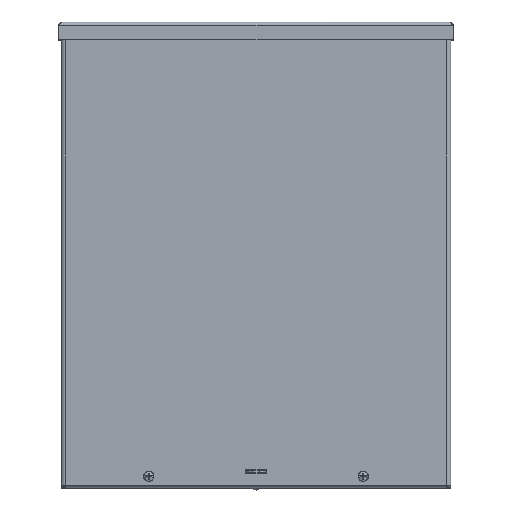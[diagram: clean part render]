
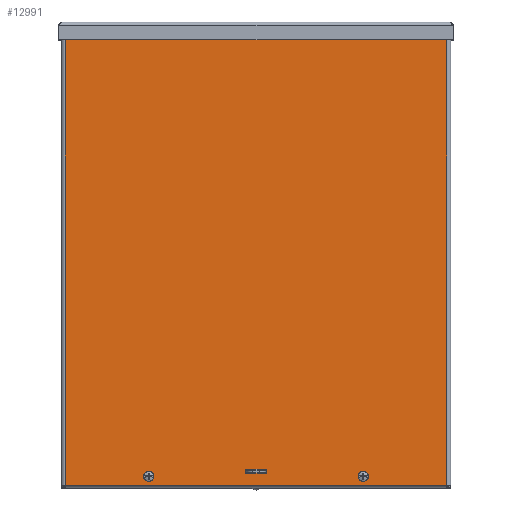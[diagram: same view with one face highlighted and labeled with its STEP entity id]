
A CAD part, top view. The second image highlights one B-rep face of the part: STEP entity #12991.
In plain terms, the highlighted planar face has unit normal (0, 0, 1).
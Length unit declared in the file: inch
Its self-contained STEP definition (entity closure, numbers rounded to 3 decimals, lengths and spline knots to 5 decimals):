
#93 = EDGE_CURVE ( 'NONE', #14872, #9919, #16271, .T. ) ;
#181 = EDGE_CURVE ( 'NONE', #10036, #9987, #7873, .T. ) ;
#210 = VECTOR ( 'NONE', #3344, 39.37008 ) ;
#260 = EDGE_CURVE ( 'NONE', #10036, #12259, #15584, .T. ) ;
#295 = EDGE_CURVE ( 'NONE', #13702, #9919, #10604, .T. ) ;
#342 = AXIS2_PLACEMENT_3D ( 'NONE', #710, #7814, #13678 ) ;
#380 = VECTOR ( 'NONE', #7128, 39.37008 ) ;
#493 = CARTESIAN_POINT ( 'NONE',  ( -7.40625, -8.92188, 6.19362 ) ) ;
#710 = CARTESIAN_POINT ( 'NONE',  ( -4.15625, 8.59375, 6.19362 ) ) ;
#865 = CARTESIAN_POINT ( 'NONE',  ( -4.03125, -8.5625, 6.19362 ) ) ;
#1114 = ORIENTED_EDGE ( 'NONE', *, *, #295, .T. ) ;
#1191 = EDGE_CURVE ( 'NONE', #14210, #15701, #10286, .T. ) ;
#1573 = CARTESIAN_POINT ( 'NONE',  ( -0.42188, -8.41488, 6.19362 ) ) ;
#1875 = CARTESIAN_POINT ( 'NONE',  ( 0.39063, -8.32113, 6.19362 ) ) ;
#2117 = EDGE_LOOP ( 'NONE', ( #6542 ) ) ;
#2451 = CARTESIAN_POINT ( 'NONE',  ( -0.39063, -8.41488, 6.19362 ) ) ;
#2534 = CARTESIAN_POINT ( 'NONE',  ( 4.15625, -8.5625, 6.19362 ) ) ;
#2611 = AXIS2_PLACEMENT_3D ( 'NONE', #9908, #8378, #4039 ) ;
#2702 = DIRECTION ( 'NONE',  ( 1., 0., 0. ) ) ;
#2731 = FACE_BOUND ( 'NONE', #16357, .T. ) ;
#3000 = EDGE_CURVE ( 'NONE', #16318, #6858, #5450, .T. ) ;
#3040 = DIRECTION ( 'NONE',  ( -0.707, 0.707, 0. ) ) ;
#3277 = DIRECTION ( 'NONE',  ( 0.707, 0.707, 0. ) ) ;
#3341 = EDGE_CURVE ( 'NONE', #14210, #9987, #11111, .T. ) ;
#3344 = DIRECTION ( 'NONE',  ( 0., -1., 0. ) ) ;
#3400 = ORIENTED_EDGE ( 'NONE', *, *, #181, .T. ) ;
#3604 = FACE_BOUND ( 'NONE', #8503, .T. ) ;
#3627 = VECTOR ( 'NONE', #11417, 39.37008 ) ;
#3641 = VECTOR ( 'NONE', #18613, 39.37008 ) ;
#3755 = EDGE_CURVE ( 'NONE', #5098, #5098, #5599, .T. ) ;
#3959 = DIRECTION ( 'NONE',  ( 0., 0., -1. ) ) ;
#4039 = DIRECTION ( 'NONE',  ( 1., 0., 0. ) ) ;
#4505 = CARTESIAN_POINT ( 'NONE',  ( 0.39063, -8.41488, 6.19362 ) ) ;
#4591 = AXIS2_PLACEMENT_3D ( 'NONE', #14306, #13119, #17332 ) ;
#4614 = DIRECTION ( 'NONE',  ( 0., 0., 1. ) ) ;
#4806 = ORIENTED_EDGE ( 'NONE', *, *, #11062, .T. ) ;
#5098 = VERTEX_POINT ( 'NONE', #7860 ) ;
#5103 = CARTESIAN_POINT ( 'NONE',  ( 4.28125, -8.5625, 6.19362 ) ) ;
#5450 = LINE ( 'NONE', #9953, #3627 ) ;
#5503 = EDGE_LOOP ( 'NONE', ( #6257, #8872, #11410, #8659 ) ) ;
#5599 = CIRCLE ( 'NONE', #2611, 0.125 ) ;
#5669 = FACE_BOUND ( 'NONE', #12204, .T. ) ;
#5941 = CARTESIAN_POINT ( 'NONE',  ( -0.42188, -8.32112, 6.19362 ) ) ;
#6257 = ORIENTED_EDGE ( 'NONE', *, *, #16549, .T. ) ;
#6433 = CARTESIAN_POINT ( 'NONE',  ( -0.39063, -8.28988, 6.19362 ) ) ;
#6519 = CIRCLE ( 'NONE', #9578, 0.125 ) ;
#6542 = ORIENTED_EDGE ( 'NONE', *, *, #17326, .T. ) ;
#6858 = VERTEX_POINT ( 'NONE', #10991 ) ;
#7066 = EDGE_CURVE ( 'NONE', #6858, #9903, #10796, .T. ) ;
#7128 = DIRECTION ( 'NONE',  ( 0., -1., 0. ) ) ;
#7182 = VECTOR ( 'NONE', #8826, 39.37008 ) ;
#7501 = FACE_BOUND ( 'NONE', #2117, .T. ) ;
#7545 = CARTESIAN_POINT ( 'NONE',  ( -7.559, -8.92188, 6.19362 ) ) ;
#7582 = EDGE_CURVE ( 'NONE', #9903, #16519, #15234, .T. ) ;
#7599 = EDGE_LOOP ( 'NONE', ( #11947 ) ) ;
#7814 = DIRECTION ( 'NONE',  ( 0., 0., -1. ) ) ;
#7860 = CARTESIAN_POINT ( 'NONE',  ( 4.28125, 8.59375, 6.19362 ) ) ;
#7873 = LINE ( 'NONE', #14847, #210 ) ;
#7901 = ORIENTED_EDGE ( 'NONE', *, *, #3341, .F. ) ;
#8013 = ORIENTED_EDGE ( 'NONE', *, *, #18713, .T. ) ;
#8027 = DIRECTION ( 'NONE',  ( 0., 0., 1. ) ) ;
#8116 = CARTESIAN_POINT ( 'NONE',  ( -4.03125, 8.59375, 6.19362 ) ) ;
#8224 = CARTESIAN_POINT ( 'NONE',  ( 0.42187, -8.41488, 6.19362 ) ) ;
#8376 = DIRECTION ( 'NONE',  ( 0., 1., 0. ) ) ;
#8378 = DIRECTION ( 'NONE',  ( 0., 0., -1. ) ) ;
#8456 = AXIS2_PLACEMENT_3D ( 'NONE', #1875, #4614, #3277 ) ;
#8471 = CARTESIAN_POINT ( 'NONE',  ( 0.39062, -8.44612, 6.19362 ) ) ;
#8503 = EDGE_LOOP ( 'NONE', ( #3400, #7901, #9053, #18466, #1114, #18140, #8013, #12065 ) ) ;
#8659 = ORIENTED_EDGE ( 'NONE', *, *, #7582, .T. ) ;
#8826 = DIRECTION ( 'NONE',  ( 1., 0., 0. ) ) ;
#8872 = ORIENTED_EDGE ( 'NONE', *, *, #3000, .T. ) ;
#9053 = ORIENTED_EDGE ( 'NONE', *, *, #1191, .T. ) ;
#9314 = CARTESIAN_POINT ( 'NONE',  ( 0.39062, -8.28988, 6.19362 ) ) ;
#9578 = AXIS2_PLACEMENT_3D ( 'NONE', #2534, #3959, #14140 ) ;
#9903 = VERTEX_POINT ( 'NONE', #493 ) ;
#9908 = CARTESIAN_POINT ( 'NONE',  ( 4.15625, 8.59375, 6.19362 ) ) ;
#9919 = VERTEX_POINT ( 'NONE', #5941 ) ;
#9953 = CARTESIAN_POINT ( 'NONE',  ( 7.559, 8.95313, 6.19362 ) ) ;
#9975 = EDGE_CURVE ( 'NONE', #13702, #15701, #10755, .T. ) ;
#9987 = VERTEX_POINT ( 'NONE', #8224 ) ;
#10036 = VERTEX_POINT ( 'NONE', #18082 ) ;
#10160 = AXIS2_PLACEMENT_3D ( 'NONE', #4505, #12022, #13422 ) ;
#10286 = LINE ( 'NONE', #17259, #3641 ) ;
#10413 = AXIS2_PLACEMENT_3D ( 'NONE', #13096, #17431, #3040 ) ;
#10496 = CARTESIAN_POINT ( 'NONE',  ( 7.40625, 8.95312, 6.19362 ) ) ;
#10604 = LINE ( 'NONE', #18110, #17364 ) ;
#10755 = CIRCLE ( 'NONE', #18394, 0.03125 ) ;
#10796 = LINE ( 'NONE', #14489, #380 ) ;
#10817 = CIRCLE ( 'NONE', #4591, 0.125 ) ;
#10839 = VECTOR ( 'NONE', #8376, 39.37008 ) ;
#10991 = CARTESIAN_POINT ( 'NONE',  ( -7.40625, 8.95312, 6.19362 ) ) ;
#11062 = EDGE_CURVE ( 'NONE', #11482, #11482, #6519, .T. ) ;
#11111 = CIRCLE ( 'NONE', #10160, 0.03125 ) ;
#11410 = ORIENTED_EDGE ( 'NONE', *, *, #7066, .T. ) ;
#11417 = DIRECTION ( 'NONE',  ( -1., 0., 0. ) ) ;
#11482 = VERTEX_POINT ( 'NONE', #5103 ) ;
#11746 = EDGE_CURVE ( 'NONE', #11937, #11937, #10817, .T. ) ;
#11937 = VERTEX_POINT ( 'NONE', #865 ) ;
#11947 = ORIENTED_EDGE ( 'NONE', *, *, #3755, .T. ) ;
#12022 = DIRECTION ( 'NONE',  ( 0., 0., 1. ) ) ;
#12065 = ORIENTED_EDGE ( 'NONE', *, *, #260, .F. ) ;
#12204 = EDGE_LOOP ( 'NONE', ( #18265 ) ) ;
#12259 = VERTEX_POINT ( 'NONE', #9314 ) ;
#12619 = VERTEX_POINT ( 'NONE', #8116 ) ;
#12640 = CARTESIAN_POINT ( 'NONE',  ( 7.40625, -4.45313, 6.19362 ) ) ;
#12991 = ADVANCED_FACE ( 'NONE', ( #18576, #5669, #7501, #3604, #2731, #17032 ), #14377, .F. ) ;
#13096 = CARTESIAN_POINT ( 'NONE',  ( -0.39063, -8.32113, 6.19362 ) ) ;
#13119 = DIRECTION ( 'NONE',  ( 0., 0., -1. ) ) ;
#13344 = LINE ( 'NONE', #12640, #10839 ) ;
#13422 = DIRECTION ( 'NONE',  ( 0.707, -0.707, 0. ) ) ;
#13678 = DIRECTION ( 'NONE',  ( 1., 0., 0. ) ) ;
#13702 = VERTEX_POINT ( 'NONE', #1573 ) ;
#14140 = DIRECTION ( 'NONE',  ( 1., 0., 0. ) ) ;
#14142 = CARTESIAN_POINT ( 'NONE',  ( -0.39063, -8.44612, 6.19362 ) ) ;
#14210 = VERTEX_POINT ( 'NONE', #8471 ) ;
#14306 = CARTESIAN_POINT ( 'NONE',  ( -4.15625, -8.5625, 6.19362 ) ) ;
#14377 = PLANE ( 'NONE',  #17278 ) ;
#14489 = CARTESIAN_POINT ( 'NONE',  ( -7.40625, 4.48438, 6.19362 ) ) ;
#14564 = VECTOR ( 'NONE', #14783, 39.37008 ) ;
#14783 = DIRECTION ( 'NONE',  ( 1., 0., 0. ) ) ;
#14847 = CARTESIAN_POINT ( 'NONE',  ( 0.42188, -4.13713, 6.19362 ) ) ;
#14872 = VERTEX_POINT ( 'NONE', #6433 ) ;
#15046 = CIRCLE ( 'NONE', #342, 0.125 ) ;
#15234 = LINE ( 'NONE', #7545, #14564 ) ;
#15584 = CIRCLE ( 'NONE', #8456, 0.03125 ) ;
#15701 = VERTEX_POINT ( 'NONE', #14142 ) ;
#15836 = DIRECTION ( 'NONE',  ( 0., 0., -1. ) ) ;
#16250 = CARTESIAN_POINT ( 'NONE',  ( -0.21094, -8.28988, 6.19362 ) ) ;
#16271 = CIRCLE ( 'NONE', #10413, 0.03125 ) ;
#16318 = VERTEX_POINT ( 'NONE', #10496 ) ;
#16357 = EDGE_LOOP ( 'NONE', ( #4806 ) ) ;
#16484 = DIRECTION ( 'NONE',  ( 0., 1., 0. ) ) ;
#16519 = VERTEX_POINT ( 'NONE', #18356 ) ;
#16549 = EDGE_CURVE ( 'NONE', #16519, #16318, #13344, .T. ) ;
#16982 = LINE ( 'NONE', #16250, #7182 ) ;
#17032 = FACE_BOUND ( 'NONE', #7599, .T. ) ;
#17259 = CARTESIAN_POINT ( 'NONE',  ( 0.21094, -8.44613, 6.19362 ) ) ;
#17278 = AXIS2_PLACEMENT_3D ( 'NONE', #18708, #15836, #2702 ) ;
#17326 = EDGE_CURVE ( 'NONE', #12619, #12619, #15046, .T. ) ;
#17332 = DIRECTION ( 'NONE',  ( 1., 0., 0. ) ) ;
#17364 = VECTOR ( 'NONE', #16484, 39.37008 ) ;
#17431 = DIRECTION ( 'NONE',  ( 0., 0., 1. ) ) ;
#18082 = CARTESIAN_POINT ( 'NONE',  ( 0.42187, -8.32112, 6.19362 ) ) ;
#18110 = CARTESIAN_POINT ( 'NONE',  ( -0.42188, -4.21525, 6.19362 ) ) ;
#18140 = ORIENTED_EDGE ( 'NONE', *, *, #93, .F. ) ;
#18205 = DIRECTION ( 'NONE',  ( -0.707, -0.707, 0. ) ) ;
#18265 = ORIENTED_EDGE ( 'NONE', *, *, #11746, .T. ) ;
#18356 = CARTESIAN_POINT ( 'NONE',  ( 7.40625, -8.92188, 6.19362 ) ) ;
#18394 = AXIS2_PLACEMENT_3D ( 'NONE', #2451, #8027, #18205 ) ;
#18466 = ORIENTED_EDGE ( 'NONE', *, *, #9975, .F. ) ;
#18576 = FACE_OUTER_BOUND ( 'NONE', #5503, .T. ) ;
#18613 = DIRECTION ( 'NONE',  ( -1., 0., 0. ) ) ;
#18708 = CARTESIAN_POINT ( 'NONE',  ( 0., 0.01562, 6.19362 ) ) ;
#18713 = EDGE_CURVE ( 'NONE', #14872, #12259, #16982, .T. ) ;
